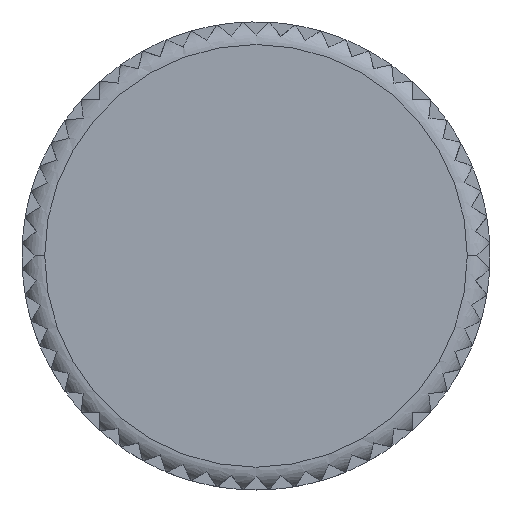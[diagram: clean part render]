
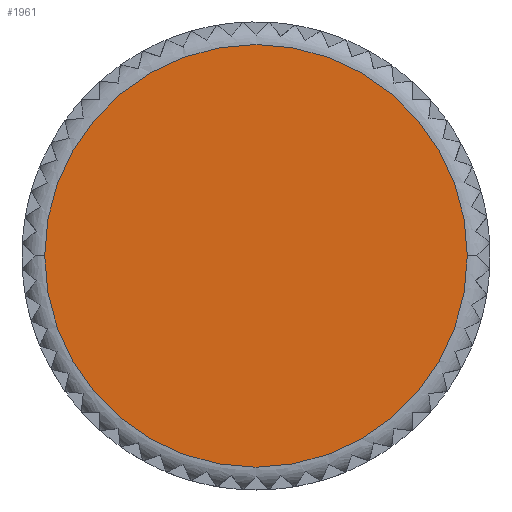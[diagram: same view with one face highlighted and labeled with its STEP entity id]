
A CAD part, top view. The second image highlights one B-rep face of the part: STEP entity #1961.
In plain terms, the highlighted planar face has unit normal (0, 0, 1).
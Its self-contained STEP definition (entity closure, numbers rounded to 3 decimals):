
#1961=ADVANCED_FACE('',(#4454),#4455,.T.);
#2773=EDGE_CURVE('',#3287,#3487,#5342,.T.);
#3109=EDGE_CURVE('',#3487,#3287,#5713,.T.);
#3287=VERTEX_POINT('',#5904);
#3487=VERTEX_POINT('',#6119);
#4454=FACE_OUTER_BOUND('',#7834,.T.);
#4455=PLANE('',#7835);
#5342=CIRCLE('',#9639,14.0);
#5713=CIRCLE('',#10375,14.0);
#5904=CARTESIAN_POINT('',(-14.0,0.,34.0));
#6119=CARTESIAN_POINT('',(14.0,0.,34.0));
#7834=EDGE_LOOP('',(#12533,#12534));
#7835=AXIS2_PLACEMENT_3D('',#12535,#12536,#12537);
#9639=AXIS2_PLACEMENT_3D('',#13368,#13369,#13370);
#10375=AXIS2_PLACEMENT_3D('',#13846,#13847,#13848);
#12533=ORIENTED_EDGE('',*,*,#2773,.T.);
#12534=ORIENTED_EDGE('',*,*,#3109,.T.);
#12535=CARTESIAN_POINT('',(-7.0,0.,34.0));
#12536=DIRECTION('',(0.0,0.0,1.0));
#12537=DIRECTION('',(-1.0,0.,0.0));
#13368=CARTESIAN_POINT('',(0.0,0.,34.0));
#13369=DIRECTION('',(0.0,0.0,1.0));
#13370=DIRECTION('',(-1.0,0.,0.0));
#13846=CARTESIAN_POINT('',(0.0,0.,34.0));
#13847=DIRECTION('',(0.0,0.0,1.0));
#13848=DIRECTION('',(-1.0,0.,0.0));
